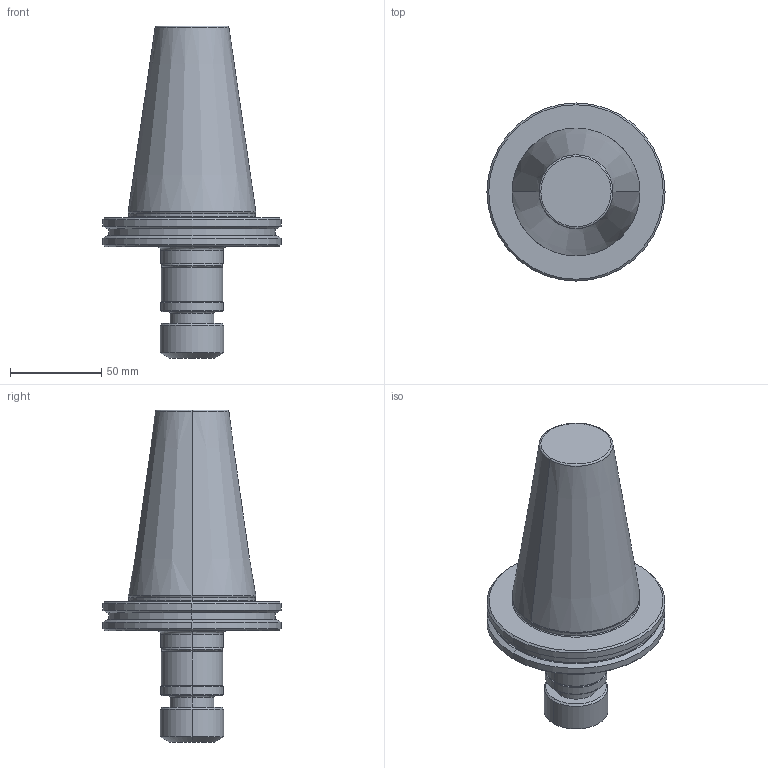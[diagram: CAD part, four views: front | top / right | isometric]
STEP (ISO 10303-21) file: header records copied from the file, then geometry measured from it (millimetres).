
FILE_DESCRIPTION (( 'STEP AP203' ), '1' );
FILE_NAME ('SK 50 ER 20 080 AD+B MLC.STEP', '2019-05-06T09:33:22', ( '' ), ( '' ), 'SwSTEP 2.0', 'SolidWorks 2014', '' );
FILE_SCHEMA (( 'CONFIG_CONTROL_DESIGN' ));
Length unit declared in the file: millimetre
Products named in the file (1): SK 50 ER 20 080 AD+B MLC
Bounding box: 97.5 x 97.5 x 181.75 mm (x, y, z)
Volume: 425908.9 mm3; surface area: 44459.1 mm2
Topology: 2 solids, 2 shells, 67 faces, 138 edges, 82 vertices
Faces by surface type: cone 24, cylinder 20, bspline 12, plane 11
Entity records: 2603 total; most frequent: CARTESIAN_POINT 1100, DIRECTION 328, ORIENTED_EDGE 276, AXIS2_PLACEMENT_3D 142, EDGE_CURVE 138, CIRCLE 86, VERTEX_POINT 82, EDGE_LOOP 76
